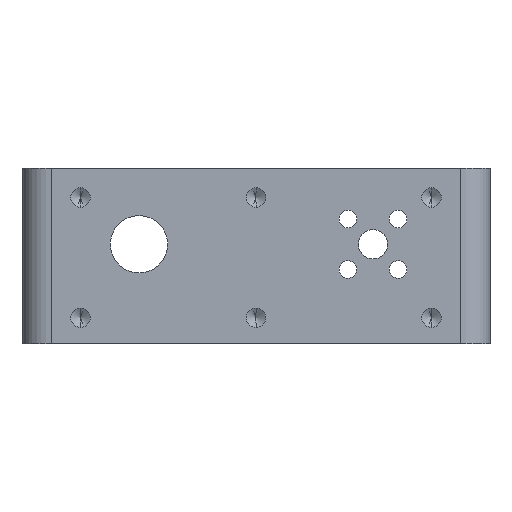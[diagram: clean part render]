
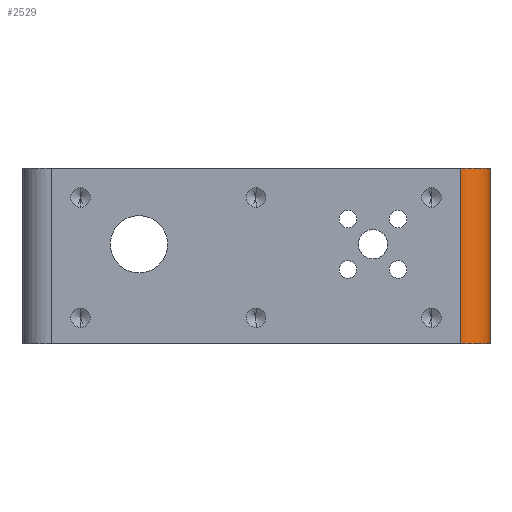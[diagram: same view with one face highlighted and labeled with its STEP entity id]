
A CAD part, front view. The second image highlights one B-rep face of the part: STEP entity #2529.
In plain terms, the highlighted cylindrical face has radius 5 mm (diameter 10 mm), a partial arc.
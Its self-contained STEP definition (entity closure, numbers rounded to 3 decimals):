
#12 = VERTEX_POINT ( 'NONE', #4543 ) ;
#54 = CARTESIAN_POINT ( 'NONE',  ( 55., -55., 5. ) ) ;
#83 = VERTEX_POINT ( 'NONE', #1936 ) ;
#93 = VECTOR ( 'NONE', #941, 1000. ) ;
#278 = ORIENTED_EDGE ( 'NONE', *, *, #2527, .F. ) ;
#321 = EDGE_CURVE ( 'NONE', #12, #83, #1787, .T. ) ;
#440 = DIRECTION ( 'NONE',  ( -1., 0., 0. ) ) ;
#485 = LINE ( 'NONE', #1911, #93 ) ;
#604 = VERTEX_POINT ( 'NONE', #3452 ) ;
#707 = EDGE_LOOP ( 'NONE', ( #1744, #278, #3899, #3323 ) ) ;
#713 = CIRCLE ( 'NONE', #3780, 5. ) ;
#824 = CYLINDRICAL_SURFACE ( 'NONE', #2635, 5. ) ;
#941 = DIRECTION ( 'NONE',  ( 0., 0., 1. ) ) ;
#1431 = EDGE_CURVE ( 'NONE', #83, #2638, #1617, .T. ) ;
#1526 = DIRECTION ( 'NONE',  ( 0., 0., -1. ) ) ;
#1617 = CIRCLE ( 'NONE', #3153, 5. ) ;
#1744 = ORIENTED_EDGE ( 'NONE', *, *, #2335, .F. ) ;
#1787 = LINE ( 'NONE', #2579, #1840 ) ;
#1840 = VECTOR ( 'NONE', #2494, 1000. ) ;
#1911 = CARTESIAN_POINT ( 'NONE',  ( 55., -60., 5. ) ) ;
#1936 = CARTESIAN_POINT ( 'NONE',  ( 60., -55., 0. ) ) ;
#2335 = EDGE_CURVE ( 'NONE', #604, #12, #713, .T. ) ;
#2494 = DIRECTION ( 'NONE',  ( 0., 0., -1. ) ) ;
#2527 = EDGE_CURVE ( 'NONE', #2638, #604, #485, .T. ) ;
#2529 = ADVANCED_FACE ( 'NONE', ( #3729 ), #824, .T. ) ;
#2579 = CARTESIAN_POINT ( 'NONE',  ( 60., -55., 5. ) ) ;
#2635 = AXIS2_PLACEMENT_3D ( 'NONE', #54, #1526, #440 ) ;
#2638 = VERTEX_POINT ( 'NONE', #4707 ) ;
#2715 = CARTESIAN_POINT ( 'NONE',  ( 55., -55., 30. ) ) ;
#3153 = AXIS2_PLACEMENT_3D ( 'NONE', #4334, #4668, #4356 ) ;
#3323 = ORIENTED_EDGE ( 'NONE', *, *, #321, .F. ) ;
#3441 = DIRECTION ( 'NONE',  ( -1., 0., 0. ) ) ;
#3452 = CARTESIAN_POINT ( 'NONE',  ( 55., -60., 30. ) ) ;
#3729 = FACE_OUTER_BOUND ( 'NONE', #707, .T. ) ;
#3780 = AXIS2_PLACEMENT_3D ( 'NONE', #2715, #4174, #3441 ) ;
#3899 = ORIENTED_EDGE ( 'NONE', *, *, #1431, .F. ) ;
#4174 = DIRECTION ( 'NONE',  ( 0., 0., 1. ) ) ;
#4334 = CARTESIAN_POINT ( 'NONE',  ( 55., -55., 0. ) ) ;
#4356 = DIRECTION ( 'NONE',  ( -1., 0., 0. ) ) ;
#4543 = CARTESIAN_POINT ( 'NONE',  ( 60., -55., 30. ) ) ;
#4668 = DIRECTION ( 'NONE',  ( 0., 0., -1. ) ) ;
#4707 = CARTESIAN_POINT ( 'NONE',  ( 55., -60., 0. ) ) ;
